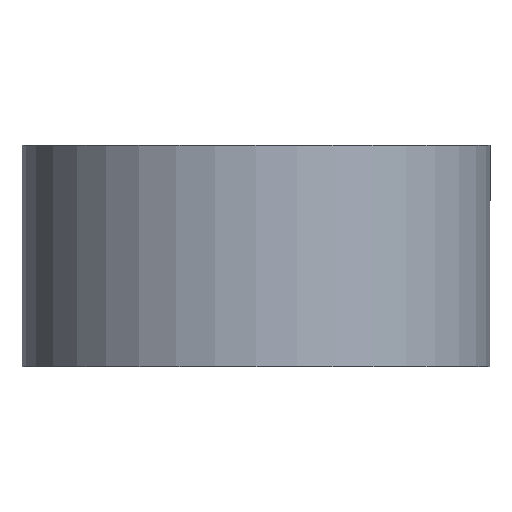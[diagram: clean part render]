
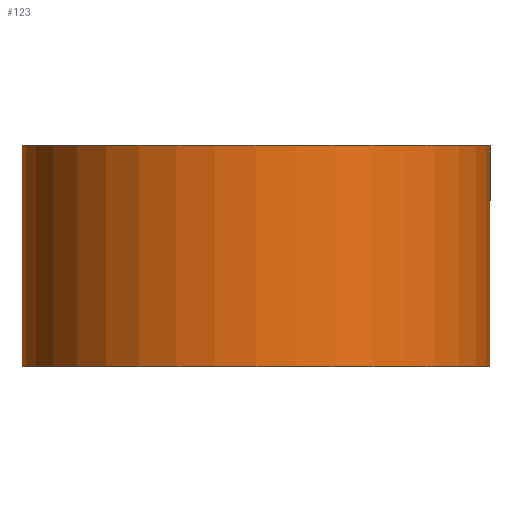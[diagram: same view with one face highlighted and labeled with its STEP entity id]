
A CAD part, front view. The second image highlights one B-rep face of the part: STEP entity #123.
In plain terms, the highlighted cylindrical face has radius 6.35 mm (diameter 12.7 mm), a partial arc.
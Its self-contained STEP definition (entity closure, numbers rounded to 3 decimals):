
#11 = CARTESIAN_POINT ( 'NONE',  ( -6.35, 0., 0. ) ) ;
#16 = DIRECTION ( 'NONE',  ( 0., 0., 1. ) ) ;
#17 = CARTESIAN_POINT ( 'NONE',  ( -6.35, 0., 6. ) ) ;
#18 = AXIS2_PLACEMENT_3D ( 'NONE', #91, #129, #59 ) ;
#25 = AXIS2_PLACEMENT_3D ( 'NONE', #48, #16, #141 ) ;
#31 = FACE_OUTER_BOUND ( 'NONE', #57, .T. ) ;
#42 = CARTESIAN_POINT ( 'NONE',  ( -6.35, 0., 6. ) ) ;
#48 = CARTESIAN_POINT ( 'NONE',  ( 0., 0., 0. ) ) ;
#54 = EDGE_CURVE ( 'NONE', #201, #71, #125, .T. ) ;
#57 = EDGE_LOOP ( 'NONE', ( #122, #121, #199, #84 ) ) ;
#59 = DIRECTION ( 'NONE',  ( -1., 0., 0. ) ) ;
#68 = VECTOR ( 'NONE', #146, 1000. ) ;
#70 = CARTESIAN_POINT ( 'NONE',  ( 6.35, 0., 0. ) ) ;
#71 = VERTEX_POINT ( 'NONE', #11 ) ;
#77 = CARTESIAN_POINT ( 'NONE',  ( 6.35, 0., 6. ) ) ;
#84 = ORIENTED_EDGE ( 'NONE', *, *, #166, .T. ) ;
#87 = VERTEX_POINT ( 'NONE', #70 ) ;
#89 = LINE ( 'NONE', #77, #68 ) ;
#91 = CARTESIAN_POINT ( 'NONE',  ( 0., 0., 6. ) ) ;
#111 = CYLINDRICAL_SURFACE ( 'NONE', #18, 6.35 ) ;
#116 = CIRCLE ( 'NONE', #25, 6.35 ) ;
#121 = ORIENTED_EDGE ( 'NONE', *, *, #148, .T. ) ;
#122 = ORIENTED_EDGE ( 'NONE', *, *, #127, .F. ) ;
#123 = ADVANCED_FACE ( 'NONE', ( #31 ), #111, .T. ) ;
#125 = LINE ( 'NONE', #42, #135 ) ;
#127 = EDGE_CURVE ( 'NONE', #179, #87, #89, .T. ) ;
#129 = DIRECTION ( 'NONE',  ( 0., 0., -1. ) ) ;
#131 = CARTESIAN_POINT ( 'NONE',  ( 6.35, 0., 6. ) ) ;
#135 = VECTOR ( 'NONE', #164, 1000. ) ;
#141 = DIRECTION ( 'NONE',  ( 1., 0., 0. ) ) ;
#143 = CIRCLE ( 'NONE', #176, 6.35 ) ;
#146 = DIRECTION ( 'NONE',  ( 0., 0., -1. ) ) ;
#148 = EDGE_CURVE ( 'NONE', #179, #201, #143, .T. ) ;
#156 = DIRECTION ( 'NONE',  ( 0., 0., -1. ) ) ;
#157 = DIRECTION ( 'NONE',  ( 1., 0., 0. ) ) ;
#164 = DIRECTION ( 'NONE',  ( 0., 0., -1. ) ) ;
#166 = EDGE_CURVE ( 'NONE', #71, #87, #116, .T. ) ;
#176 = AXIS2_PLACEMENT_3D ( 'NONE', #187, #156, #157 ) ;
#179 = VERTEX_POINT ( 'NONE', #131 ) ;
#187 = CARTESIAN_POINT ( 'NONE',  ( 0., 0., 6. ) ) ;
#199 = ORIENTED_EDGE ( 'NONE', *, *, #54, .T. ) ;
#201 = VERTEX_POINT ( 'NONE', #17 ) ;
